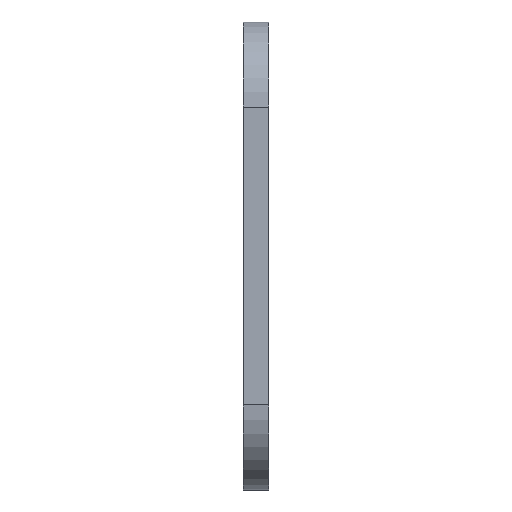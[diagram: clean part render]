
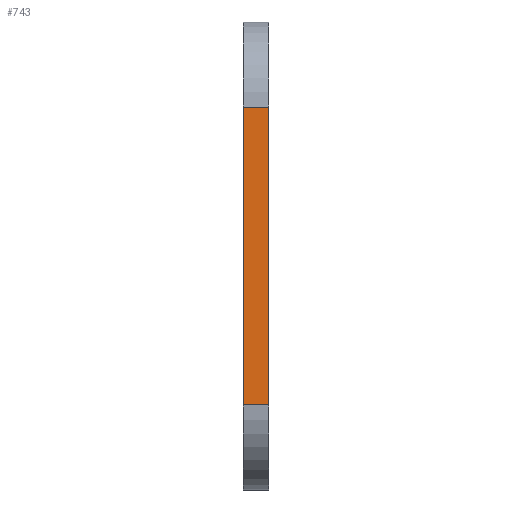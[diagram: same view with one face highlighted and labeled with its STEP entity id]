
A CAD part, left-side view. The second image highlights one B-rep face of the part: STEP entity #743.
In plain terms, the highlighted planar face has unit normal (-1, 0, 0).
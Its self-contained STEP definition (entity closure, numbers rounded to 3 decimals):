
#76 = LINE ( 'NONE', #936, #2001 ) ;
#110 = CARTESIAN_POINT ( 'NONE',  ( -27.5, 0., 17.5 ) ) ;
#274 = ORIENTED_EDGE ( 'NONE', *, *, #1539, .T. ) ;
#345 = CARTESIAN_POINT ( 'NONE',  ( -27.5, 0., -17.5 ) ) ;
#350 = CARTESIAN_POINT ( 'NONE',  ( -27.5, 3., 27.5 ) ) ;
#365 = CARTESIAN_POINT ( 'NONE',  ( -27.5, 3., 17.5 ) ) ;
#432 = EDGE_LOOP ( 'NONE', ( #2226, #935, #885, #274 ) ) ;
#536 = LINE ( 'NONE', #345, #2100 ) ;
#564 = DIRECTION ( 'NONE',  ( 0., -1., 0. ) ) ;
#695 = FACE_OUTER_BOUND ( 'NONE', #432, .T. ) ;
#743 = ADVANCED_FACE ( 'NONE', ( #695 ), #1951, .T. ) ;
#885 = ORIENTED_EDGE ( 'NONE', *, *, #1062, .T. ) ;
#935 = ORIENTED_EDGE ( 'NONE', *, *, #2069, .T. ) ;
#936 = CARTESIAN_POINT ( 'NONE',  ( -27.5, 3., 17.5 ) ) ;
#1062 = EDGE_CURVE ( 'NONE', #2733, #1579, #2246, .T. ) ;
#1247 = DIRECTION ( 'NONE',  ( 0., 0., 1. ) ) ;
#1331 = DIRECTION ( 'NONE',  ( 0., 1., 0. ) ) ;
#1539 = EDGE_CURVE ( 'NONE', #1579, #2279, #536, .T. ) ;
#1568 = EDGE_CURVE ( 'NONE', #2730, #2279, #2450, .T. ) ;
#1579 = VERTEX_POINT ( 'NONE', #2270 ) ;
#1740 = CARTESIAN_POINT ( 'NONE',  ( -27.5, 3., 27.5 ) ) ;
#1770 = VECTOR ( 'NONE', #2300, 1000. ) ;
#1871 = VECTOR ( 'NONE', #1993, 1000. ) ;
#1951 = PLANE ( 'NONE',  #2713 ) ;
#1993 = DIRECTION ( 'NONE',  ( 0., 0., -1. ) ) ;
#2001 = VECTOR ( 'NONE', #1331, 1000. ) ;
#2069 = EDGE_CURVE ( 'NONE', #2730, #2733, #76, .T. ) ;
#2100 = VECTOR ( 'NONE', #564, 1000. ) ;
#2140 = DIRECTION ( 'NONE',  ( -1., 0., 0. ) ) ;
#2205 = CARTESIAN_POINT ( 'NONE',  ( -27.5, 0., -17.5 ) ) ;
#2226 = ORIENTED_EDGE ( 'NONE', *, *, #1568, .F. ) ;
#2242 = CARTESIAN_POINT ( 'NONE',  ( -27.5, 0., 27.5 ) ) ;
#2246 = LINE ( 'NONE', #350, #1871 ) ;
#2270 = CARTESIAN_POINT ( 'NONE',  ( -27.5, 3., -17.5 ) ) ;
#2279 = VERTEX_POINT ( 'NONE', #2205 ) ;
#2300 = DIRECTION ( 'NONE',  ( 0., 0., -1. ) ) ;
#2450 = LINE ( 'NONE', #2242, #1770 ) ;
#2713 = AXIS2_PLACEMENT_3D ( 'NONE', #1740, #2140, #1247 ) ;
#2730 = VERTEX_POINT ( 'NONE', #110 ) ;
#2733 = VERTEX_POINT ( 'NONE', #365 ) ;
